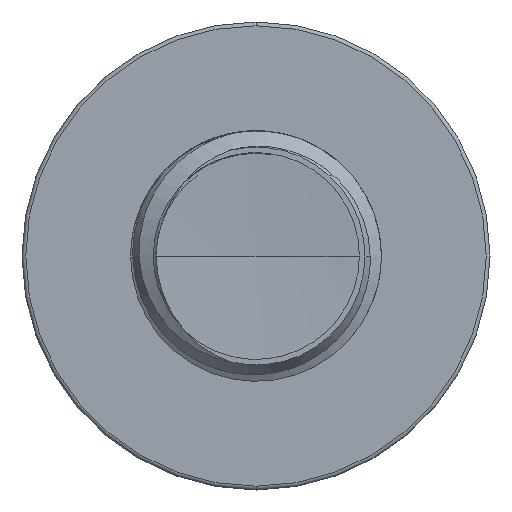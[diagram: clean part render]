
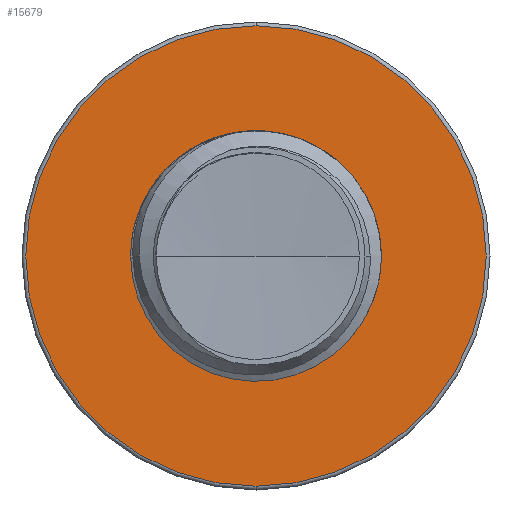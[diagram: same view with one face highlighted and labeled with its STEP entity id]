
A CAD part, front view. The second image highlights one B-rep face of the part: STEP entity #15679.
In plain terms, the highlighted planar face has unit normal (0, -1, 0).
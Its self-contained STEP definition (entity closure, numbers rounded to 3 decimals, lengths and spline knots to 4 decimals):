
#208 = DIRECTION ( 'NONE',  ( 0., -1., 0. ) ) ;
#1075 = ORIENTED_EDGE ( 'NONE', *, *, #17270, .T. ) ;
#1641 = EDGE_CURVE ( 'NONE', #7467, #24480, #5326, .T. ) ;
#2623 = ORIENTED_EDGE ( 'NONE', *, *, #1641, .F. ) ;
#2932 = CARTESIAN_POINT ( 'NONE',  ( 0., 8., 2.755 ) ) ;
#3160 = CARTESIAN_POINT ( 'NONE',  ( 0., 8., -2.755 ) ) ;
#3416 = VERTEX_POINT ( 'NONE', #3160 ) ;
#4185 = FACE_BOUND ( 'NONE', #5765, .T. ) ;
#4270 = EDGE_LOOP ( 'NONE', ( #1075, #25902 ) ) ;
#4404 = CARTESIAN_POINT ( 'NONE',  ( 0., 8., 0. ) ) ;
#4410 = EDGE_CURVE ( 'NONE', #25091, #3416, #14019, .T. ) ;
#5227 = DIRECTION ( 'NONE',  ( 0., 0., -1. ) ) ;
#5268 = DIRECTION ( 'NONE',  ( 0., -1., 0. ) ) ;
#5275 = CARTESIAN_POINT ( 'NONE',  ( 0., 8., 0. ) ) ;
#5326 = CIRCLE ( 'NONE', #19562, 1.4363 ) ;
#5765 = EDGE_LOOP ( 'NONE', ( #9695, #2623 ) ) ;
#6677 = DIRECTION ( 'NONE',  ( 0., 0., -1. ) ) ;
#7467 = VERTEX_POINT ( 'NONE', #25909 ) ;
#8046 = DIRECTION ( 'NONE',  ( 0., 0., -1. ) ) ;
#8074 = DIRECTION ( 'NONE',  ( 0., -1., 0. ) ) ;
#8104 = CARTESIAN_POINT ( 'NONE',  ( 0., 8., 0. ) ) ;
#8572 = CARTESIAN_POINT ( 'NONE',  ( 0., 8., 1.4363 ) ) ;
#9444 = FACE_OUTER_BOUND ( 'NONE', #4270, .T. ) ;
#9510 = DIRECTION ( 'NONE',  ( 0., 0., -1. ) ) ;
#9540 = DIRECTION ( 'NONE',  ( 0., -1., 0. ) ) ;
#9567 = CARTESIAN_POINT ( 'NONE',  ( 0., 8., 0. ) ) ;
#9695 = ORIENTED_EDGE ( 'NONE', *, *, #10622, .F. ) ;
#10622 = EDGE_CURVE ( 'NONE', #24480, #7467, #18718, .T. ) ;
#13241 = PLANE ( 'NONE',  #21588 ) ;
#14019 = CIRCLE ( 'NONE', #21217, 2.755 ) ;
#15463 = DIRECTION ( 'NONE',  ( 0., 0., -1. ) ) ;
#15679 = ADVANCED_FACE ( 'NONE', ( #9444, #4185 ), #13241, .T. ) ;
#17270 = EDGE_CURVE ( 'NONE', #3416, #25091, #26070, .T. ) ;
#17299 = CARTESIAN_POINT ( 'NONE',  ( 0., 8., -1.4363 ) ) ;
#18718 = CIRCLE ( 'NONE', #26293, 1.4363 ) ;
#19562 = AXIS2_PLACEMENT_3D ( 'NONE', #8104, #8074, #8046 ) ;
#19795 = DIRECTION ( 'NONE',  ( 0., -1., 0. ) ) ;
#21217 = AXIS2_PLACEMENT_3D ( 'NONE', #5275, #5268, #5227 ) ;
#21588 = AXIS2_PLACEMENT_3D ( 'NONE', #8572, #208, #15463 ) ;
#23572 = AXIS2_PLACEMENT_3D ( 'NONE', #4404, #19795, #6677 ) ;
#24480 = VERTEX_POINT ( 'NONE', #17299 ) ;
#25091 = VERTEX_POINT ( 'NONE', #2932 ) ;
#25902 = ORIENTED_EDGE ( 'NONE', *, *, #4410, .T. ) ;
#25909 = CARTESIAN_POINT ( 'NONE',  ( 0., 8., 1.4363 ) ) ;
#26070 = CIRCLE ( 'NONE', #23572, 2.755 ) ;
#26293 = AXIS2_PLACEMENT_3D ( 'NONE', #9567, #9540, #9510 ) ;
